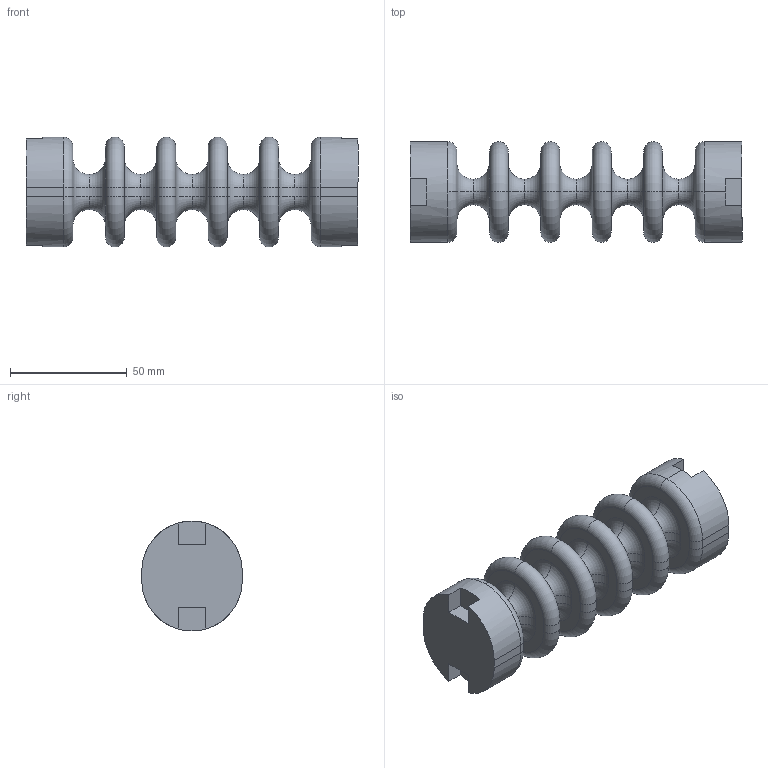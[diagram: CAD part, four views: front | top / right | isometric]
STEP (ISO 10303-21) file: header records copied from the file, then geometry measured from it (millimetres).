
FILE_DESCRIPTION (( 'STEP AP203' ), '1' );
FILE_NAME ('snake.2.STEP', '2023-09-21T12:33:35', ( '' ), ( '' ), 'SwSTEP 2.0', 'SolidWorks 2021', '' );
FILE_SCHEMA (( 'CONFIG_CONTROL_DESIGN' ));
Length unit declared in the file: millimetre
Products named in the file (1): snake.2
Bounding box: 142 x 43 x 47 mm (x, y, z)
Volume: 98874.5 mm3; surface area: 47100 mm2
Topology: 1 solids, 3 shells, 214 faces, 564 edges, 366 vertices
Faces by surface type: torus 128, plane 58, cylinder 28
Entity records: 6923 total; most frequent: DIRECTION 1416, CARTESIAN_POINT 1145, ORIENTED_EDGE 1128, AXIS2_PLACEMENT_3D 637, EDGE_CURVE 564, CIRCLE 422, VERTEX_POINT 366, EDGE_LOOP 224
